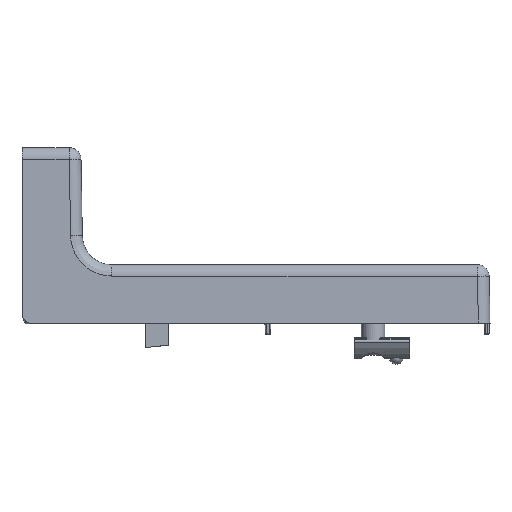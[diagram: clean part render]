
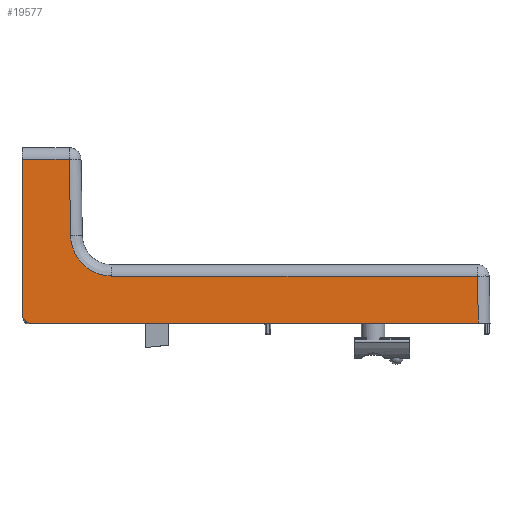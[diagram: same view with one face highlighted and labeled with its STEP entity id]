
A CAD part, top view. The second image highlights one B-rep face of the part: STEP entity #19577.
In plain terms, the highlighted planar face has unit normal (0, 0.018, 1).
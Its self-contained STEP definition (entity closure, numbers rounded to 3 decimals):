
#141 = CARTESIAN_POINT ( 'NONE',  ( 16.527, 29.825, 18.479 ) ) ;
#447 = CARTESIAN_POINT ( 'NONE',  ( 156.002, -0.07, 19.001 ) ) ;
#786 = EDGE_CURVE ( 'NONE', #5260, #3311, #23947, .T. ) ;
#1168 = CARTESIAN_POINT ( 'NONE',  ( 160., 16.07, 18.72 ) ) ;
#1423 = ORIENTED_EDGE ( 'NONE', *, *, #16574, .T. ) ;
#1430 = DIRECTION ( 'NONE',  ( -1., 0., 0. ) ) ;
#1938 =( BOUNDED_CURVE ( )  B_SPLINE_CURVE ( 3, ( #6516, #17782, #8382, #21490 ),
 .UNSPECIFIED., .F., .F. ) 
 B_SPLINE_CURVE_WITH_KNOTS ( ( 4, 4 ),
 ( 2.356, 3.142 ),
 .UNSPECIFIED. ) 
 CURVE ( )  GEOMETRIC_REPRESENTATION_ITEM ( )  RATIONAL_B_SPLINE_CURVE ( ( 1., 0.949, 0.949, 1. ) ) 
 REPRESENTATION_ITEM ( '' )  );
#1988 = CARTESIAN_POINT ( 'NONE',  ( 16.668, 21.739, 18.621 ) ) ;
#2164 = ORIENTED_EDGE ( 'NONE', *, *, #12218, .T. ) ;
#2226 = PLANE ( 'NONE',  #6580 ) ;
#2824 = VECTOR ( 'NONE', #15215, 1000. ) ;
#2860 = CARTESIAN_POINT ( 'NONE',  ( 0., 2.621, 18.954 ) ) ;
#2947 = CARTESIAN_POINT ( 'NONE',  ( 0.154, 1.846, 18.968 ) ) ;
#3140 = LINE ( 'NONE', #22949, #22429 ) ;
#3311 = VERTEX_POINT ( 'NONE', #15516 ) ;
#3405 = CARTESIAN_POINT ( 'NONE',  ( 160., 56.07, 18.021 ) ) ;
#4013 = CARTESIAN_POINT ( 'NONE',  ( 156.001, 0., 19. ) ) ;
#4084 = CARTESIAN_POINT ( 'NONE',  ( 2.621, 0., 19. ) ) ;
#4101 = VECTOR ( 'NONE', #7860, 1000. ) ;
#4289 = LINE ( 'NONE', #1168, #23539 ) ;
#5260 = VERTEX_POINT ( 'NONE', #17208 ) ;
#5428 = CARTESIAN_POINT ( 'NONE',  ( 30.525, 16.07, 18.72 ) ) ;
#5549 = CARTESIAN_POINT ( 'NONE',  ( 16.527, 29.825, 18.479 ) ) ;
#6348 = LINE ( 'NONE', #3405, #10693 ) ;
#6516 = CARTESIAN_POINT ( 'NONE',  ( 1.561, 0.439, 18.992 ) ) ;
#6580 = AXIS2_PLACEMENT_3D ( 'NONE', #19163, #22852, #11620 ) ;
#6819 = ORIENTED_EDGE ( 'NONE', *, *, #12321, .T. ) ;
#6882 = VERTEX_POINT ( 'NONE', #4084 ) ;
#7022 = ORIENTED_EDGE ( 'NONE', *, *, #20921, .T. ) ;
#7049 = VECTOR ( 'NONE', #21303, 1000. ) ;
#7125 = VERTEX_POINT ( 'NONE', #23473 ) ;
#7860 = DIRECTION ( 'NONE',  ( 0.707, -0.707, 0.012 ) ) ;
#8351 = CARTESIAN_POINT ( 'NONE',  ( 160., 0., 19. ) ) ;
#8382 = CARTESIAN_POINT ( 'NONE',  ( 2.218, 0., 19. ) ) ;
#9108 = ORIENTED_EDGE ( 'NONE', *, *, #22019, .T. ) ;
#9812 = DIRECTION ( 'NONE',  ( -0.017, 1., -0.017 ) ) ;
#10693 = VECTOR ( 'NONE', #1430, 1000. ) ;
#11000 = CARTESIAN_POINT ( 'NONE',  ( 16.069, 56.07, 18.021 ) ) ;
#11171 =( BOUNDED_CURVE ( )  B_SPLINE_CURVE ( 3, ( #22641, #17062, #1988, #141 ),
 .UNSPECIFIED., .F., .F. ) 
 B_SPLINE_CURVE_WITH_KNOTS ( ( 4, 4 ),
 ( 3.142, 4.695 ),
 .UNSPECIFIED. ) 
 CURVE ( )  GEOMETRIC_REPRESENTATION_ITEM ( )  RATIONAL_B_SPLINE_CURVE ( ( 1., 0.809, 0.809, 1. ) ) 
 REPRESENTATION_ITEM ( '' )  );
#11425 = CARTESIAN_POINT ( 'NONE',  ( 155.72, 16.07, 18.72 ) ) ;
#11620 = DIRECTION ( 'NONE',  ( 0., -1., 0.017 ) ) ;
#11702 = EDGE_CURVE ( 'NONE', #21453, #5260, #16885, .T. ) ;
#12173 = EDGE_CURVE ( 'NONE', #19426, #23751, #3140, .T. ) ;
#12218 = EDGE_CURVE ( 'NONE', #3311, #6882, #1938, .T. ) ;
#12321 = EDGE_CURVE ( 'NONE', #23751, #7125, #6348, .T. ) ;
#12404 = DIRECTION ( 'NONE',  ( -1., 0., 0. ) ) ;
#12588 = EDGE_LOOP ( 'NONE', ( #19030, #2164, #9108, #7022, #14658, #1423, #23470, #6819, #18372, #16918 ) ) ;
#13206 = CARTESIAN_POINT ( 'NONE',  ( 0., 0., 19. ) ) ;
#13945 = LINE ( 'NONE', #13206, #2824 ) ;
#14658 = ORIENTED_EDGE ( 'NONE', *, *, #16708, .T. ) ;
#15158 = EDGE_CURVE ( 'NONE', #7125, #21453, #13945, .T. ) ;
#15215 = DIRECTION ( 'NONE',  ( 0., -1., 0.017 ) ) ;
#15516 = CARTESIAN_POINT ( 'NONE',  ( 1.561, 0.439, 18.992 ) ) ;
#15598 = VECTOR ( 'NONE', #9812, 1000. ) ;
#16069 = CARTESIAN_POINT ( 'NONE',  ( 0.439, 1.561, 18.973 ) ) ;
#16574 = EDGE_CURVE ( 'NONE', #22242, #19426, #11171, .T. ) ;
#16708 = EDGE_CURVE ( 'NONE', #22436, #22242, #4289, .T. ) ;
#16885 =( BOUNDED_CURVE ( )  B_SPLINE_CURVE ( 3, ( #2860, #17889, #2947, #16069 ),
 .UNSPECIFIED., .F., .F. ) 
 B_SPLINE_CURVE_WITH_KNOTS ( ( 4, 4 ),
 ( 4.712, 5.498 ),
 .UNSPECIFIED. ) 
 CURVE ( )  GEOMETRIC_REPRESENTATION_ITEM ( )  RATIONAL_B_SPLINE_CURVE ( ( 1., 0.949, 0.949, 1. ) ) 
 REPRESENTATION_ITEM ( '' )  );
#16918 = ORIENTED_EDGE ( 'NONE', *, *, #11702, .T. ) ;
#17060 = LINE ( 'NONE', #8351, #7049 ) ;
#17062 = CARTESIAN_POINT ( 'NONE',  ( 22.437, 16.07, 18.72 ) ) ;
#17208 = CARTESIAN_POINT ( 'NONE',  ( 0.439, 1.561, 18.973 ) ) ;
#17248 = CARTESIAN_POINT ( 'NONE',  ( 2., 0., 19. ) ) ;
#17782 = CARTESIAN_POINT ( 'NONE',  ( 1.846, 0.154, 18.997 ) ) ;
#17889 = CARTESIAN_POINT ( 'NONE',  ( 0., 2.218, 18.961 ) ) ;
#18372 = ORIENTED_EDGE ( 'NONE', *, *, #15158, .T. ) ;
#19030 = ORIENTED_EDGE ( 'NONE', *, *, #786, .T. ) ;
#19163 = CARTESIAN_POINT ( 'NONE',  ( 160., 0., 19. ) ) ;
#19426 = VERTEX_POINT ( 'NONE', #5549 ) ;
#19577 = ADVANCED_FACE ( 'NONE', ( #20297 ), #2226, .T. ) ;
#19994 = LINE ( 'NONE', #447, #15598 ) ;
#20297 = FACE_OUTER_BOUND ( 'NONE', #12588, .T. ) ;
#20921 = EDGE_CURVE ( 'NONE', #23348, #22436, #19994, .T. ) ;
#21163 = CARTESIAN_POINT ( 'NONE',  ( 0., 2.621, 18.954 ) ) ;
#21303 = DIRECTION ( 'NONE',  ( 1., 0., 0. ) ) ;
#21453 = VERTEX_POINT ( 'NONE', #21163 ) ;
#21490 = CARTESIAN_POINT ( 'NONE',  ( 2.621, 0., 19. ) ) ;
#22019 = EDGE_CURVE ( 'NONE', #6882, #23348, #17060, .T. ) ;
#22242 = VERTEX_POINT ( 'NONE', #5428 ) ;
#22429 = VECTOR ( 'NONE', #23026, 1000. ) ;
#22436 = VERTEX_POINT ( 'NONE', #11425 ) ;
#22641 = CARTESIAN_POINT ( 'NONE',  ( 30.525, 16.07, 18.72 ) ) ;
#22852 = DIRECTION ( 'NONE',  ( 0., 0.017, 1. ) ) ;
#22949 = CARTESIAN_POINT ( 'NONE',  ( 17.091, -2.494, 19.044 ) ) ;
#23026 = DIRECTION ( 'NONE',  ( -0.017, 1., -0.017 ) ) ;
#23348 = VERTEX_POINT ( 'NONE', #4013 ) ;
#23470 = ORIENTED_EDGE ( 'NONE', *, *, #12173, .T. ) ;
#23473 = CARTESIAN_POINT ( 'NONE',  ( 0., 56.07, 18.021 ) ) ;
#23539 = VECTOR ( 'NONE', #12404, 1000. ) ;
#23751 = VERTEX_POINT ( 'NONE', #11000 ) ;
#23947 = LINE ( 'NONE', #17248, #4101 ) ;
